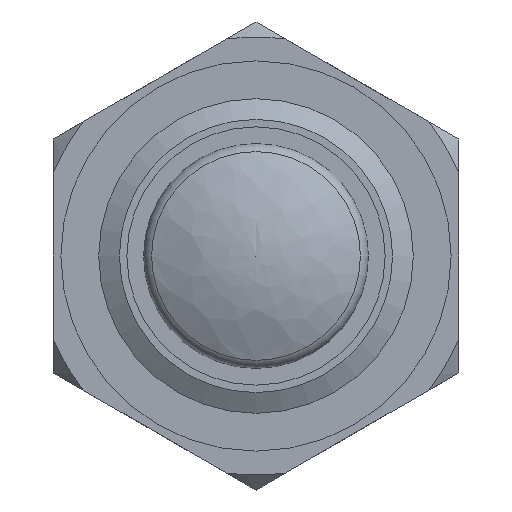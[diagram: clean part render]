
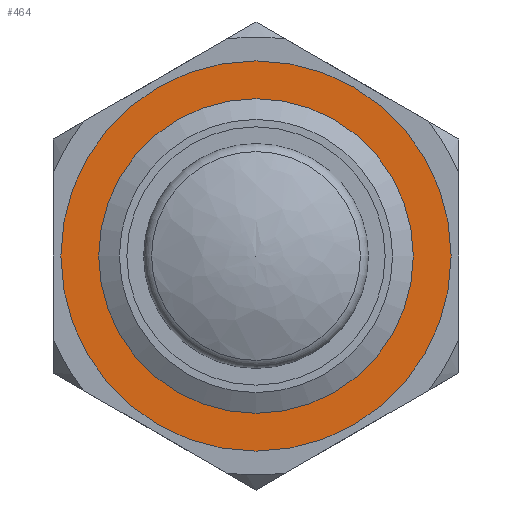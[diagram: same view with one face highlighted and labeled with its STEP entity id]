
A CAD part, front view. The second image highlights one B-rep face of the part: STEP entity #464.
In plain terms, the highlighted planar face has unit normal (0, -1, 0).
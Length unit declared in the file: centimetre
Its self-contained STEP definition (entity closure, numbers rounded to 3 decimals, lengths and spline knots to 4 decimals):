
#84=FACE_BOUND('',#149,.T.);
#108=FACE_OUTER_BOUND('',#148,.T.);
#148=EDGE_LOOP('',(#348));
#149=EDGE_LOOP('',(#349));
#188=CIRCLE('',#513,1.3);
#189=CIRCLE('',#515,0.9);
#230=VERTEX_POINT('',#809);
#231=VERTEX_POINT('',#812);
#278=EDGE_CURVE('',#230,#230,#188,.T.);
#279=EDGE_CURVE('',#231,#231,#189,.T.);
#348=ORIENTED_EDGE('',*,*,#278,.F.);
#349=ORIENTED_EDGE('',*,*,#279,.T.);
#407=PLANE('',#514);
#464=ADVANCED_FACE('',(#108,#84),#407,.F.);
#513=AXIS2_PLACEMENT_3D('',#810,#607,#608);
#514=AXIS2_PLACEMENT_3D('',#811,#609,#610);
#515=AXIS2_PLACEMENT_3D('',#813,#611,#612);
#607=DIRECTION('center_axis',(0.,1.,0.));
#608=DIRECTION('ref_axis',(0.,0.,-1.));
#609=DIRECTION('center_axis',(0.,1.,0.));
#610=DIRECTION('ref_axis',(0.,0.,1.));
#611=DIRECTION('center_axis',(0.,1.,0.));
#612=DIRECTION('ref_axis',(0.,0.,-1.));
#809=CARTESIAN_POINT('',(0.,1.7,-1.3));
#810=CARTESIAN_POINT('Origin',(0.,1.7,0.));
#811=CARTESIAN_POINT('Origin',(0.,1.7,-1.1));
#812=CARTESIAN_POINT('',(0.,1.7,-0.9));
#813=CARTESIAN_POINT('Origin',(0.,1.7,0.));
